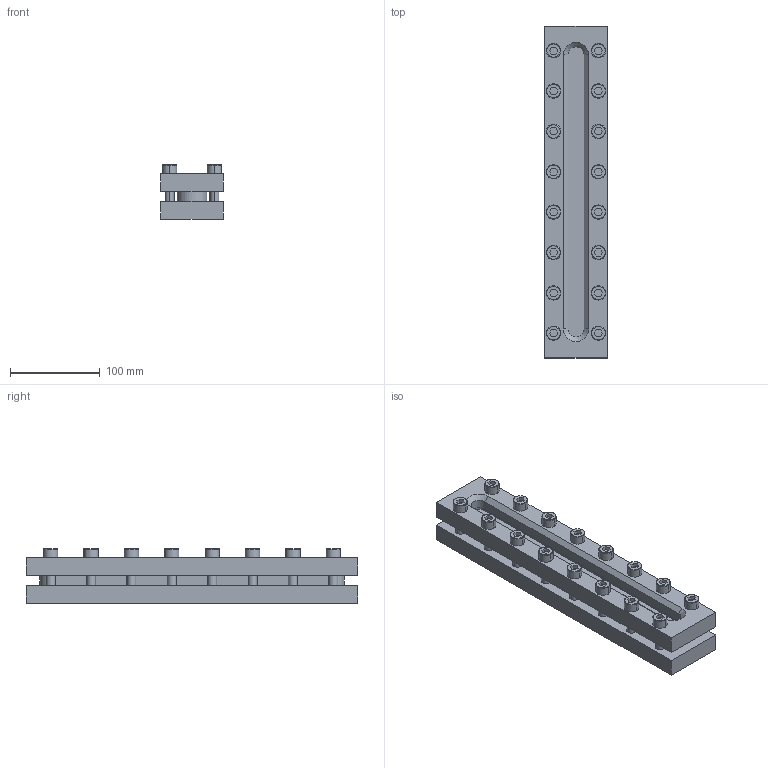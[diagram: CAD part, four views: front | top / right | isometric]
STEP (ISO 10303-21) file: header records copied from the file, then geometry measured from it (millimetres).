
FILE_DESCRIPTION (( 'STEP AP214' ), '1' );
FILE_NAME ('BS03_05_Behälter-Schauglas.STEP', '2020-09-15T08:00:48', ( '' ), ( '' ), 'SwSTEP 2.0', 'SolidWorks 2020', '' );
FILE_SCHEMA (( 'AUTOMOTIVE_DESIGN' ));
Length unit declared in the file: millimetre
Products named in the file (6): BS03-02-05_Deckelflansch; BS03-04-05_Dichtung; BS03-01-05_Grundflansch; BS03-03-05_Glasplatte; BS03_05_Behälter-Schauglas; DIN 912 M10x40
Assembly tree (21 placements, depth 2):
  BS03_05_Behälter-Schauglas
    BS03-01-05_Grundflansch
    BS03-04-05_Dichtung  x2
    BS03-03-05_Glasplatte
    BS03-02-05_Deckelflansch
    DIN 912 M10x40  x16
Bounding box: 70 x 370 x 61 mm (x, y, z)
Volume: 971335.9 mm3; surface area: 255853.4 mm2
Topology: 21 solids, 21 shells, 532 faces, 1193 edges, 722 vertices
Faces by surface type: plane 208, cylinder 158, cone 98, torus 68
Entity records: 7119 total; most frequent: CARTESIAN_POINT 1219, DIRECTION 1187, ORIENTED_EDGE 1014, EDGE_CURVE 507, AXIS2_PLACEMENT_3D 468, VERTEX_POINT 316, EDGE_LOOP 281, VECTOR 251
